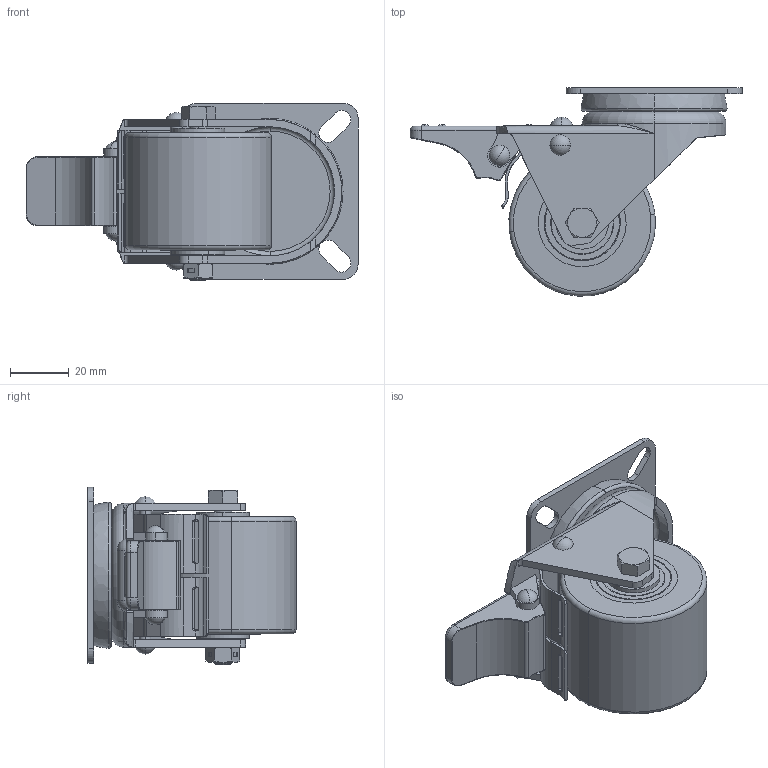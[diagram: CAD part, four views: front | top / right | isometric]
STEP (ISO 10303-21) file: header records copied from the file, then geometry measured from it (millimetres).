
FILE_DESCRIPTION (( 'STEP AP214' ), '1' );
FILE_NAME ('0050843.step', '2020-12-15T09:29:11', ( '' ), ( '' ), 'SwSTEP 2.0', 'SolidWorks 2018', '' );
FILE_SCHEMA (( 'AUTOMOTIVE_DESIGN' ));
Length unit declared in the file: millimetre
Products named in the file (1): 0050843
Bounding box: 113.22 x 70.96 x 60.5 mm (x, y, z)
Volume: 119123.6 mm3; surface area: 65588.5 mm2
Topology: 19 solids, 19 shells, 568 faces, 1704 edges, 1094 vertices
Faces by surface type: cylinder 189, plane 154, torus 149, sphere 44, cone 26, bspline 6
Entity records: 26980 total; most frequent: CARTESIAN_POINT 6013, ORIENTED_EDGE 3212, DIRECTION 3088, EDGE_CURVE 1606, AXIS2_PLACEMENT_3D 1319, VERTEX_POINT 1050, CIRCLE 756, EDGE_LOOP 636
